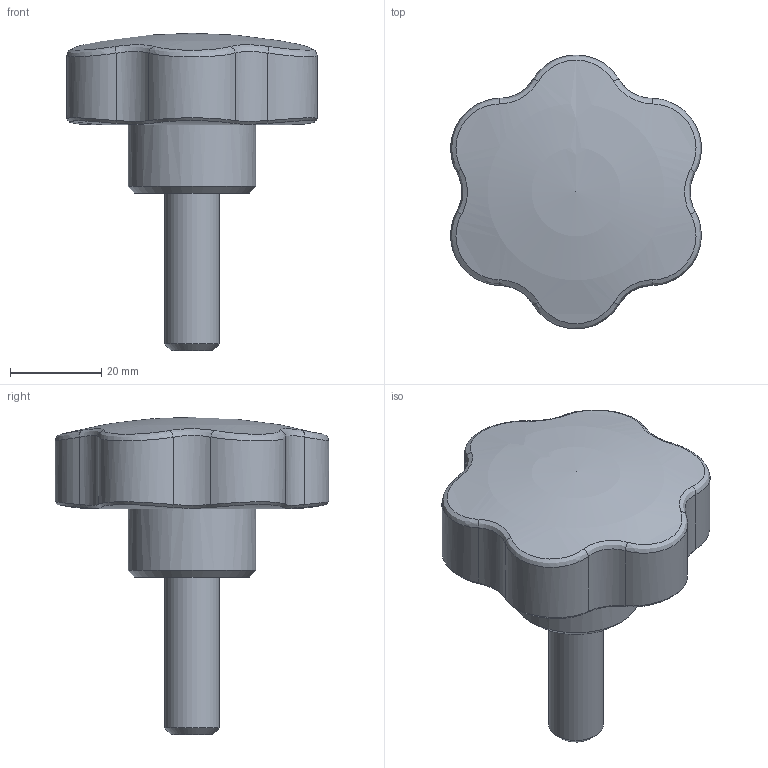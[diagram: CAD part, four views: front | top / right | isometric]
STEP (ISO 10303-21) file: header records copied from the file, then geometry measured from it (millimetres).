
FILE_DESCRIPTION( ( 'Unknown' ), '1' );
FILE_NAME( '6112375_VP60_M12x35.stp', 'Unknown', ( 'Unknown' ), ( 'Unknown' ), 'PSStep 11.0', 'Unknown', ' ' );
FILE_SCHEMA( ( 'AUTOMOTIVE_DESIGN { 1 0 10303 214 1 1 1 1 }' ) );
Length unit declared in the file: millimetre
Products named in the file (1): 6112375
Bounding box: 54.91 x 60 x 69.5 mm (x, y, z)
Volume: 47217.9 mm3; surface area: 15115.9 mm2
Topology: 1 solids, 2 shells, 84 faces, 225 edges, 141 vertices
Faces by surface type: plane 30, bspline 25, cylinder 17, torus 6, cone 5, sphere 1
Full cylindrical faces by diameter (mm): 12 x2, 15 x1, 21.1 x1, 28 x1
Entity records: 7965 total; most frequent: CARTESIAN_POINT 5520, ORIENTED_EDGE 412, DIRECTION 268, EDGE_CURVE 206, VERTEX_POINT 134, AXIS2_PLACEMENT_3D 110, B_SPLINE_CURVE_WITH_KNOTS 108, EDGE_LOOP 106
